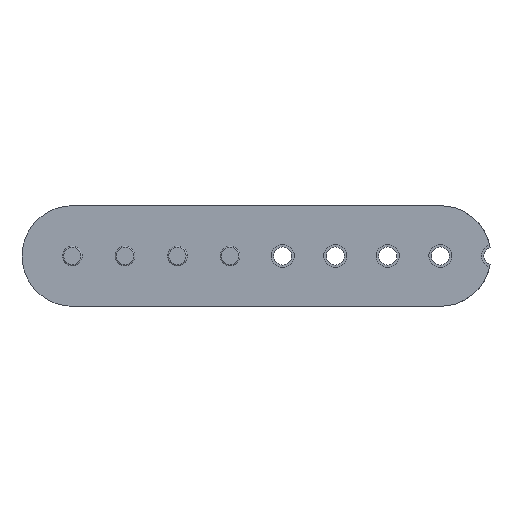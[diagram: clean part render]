
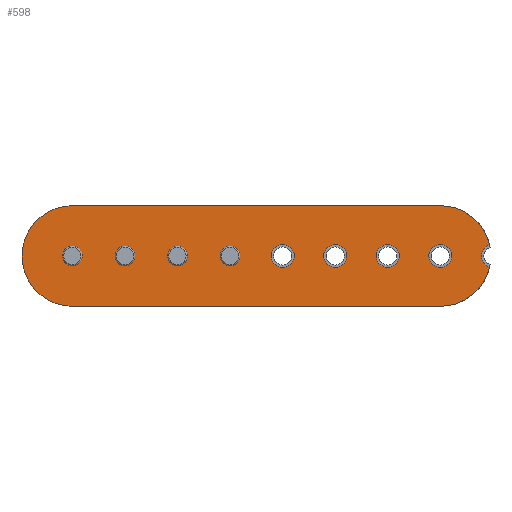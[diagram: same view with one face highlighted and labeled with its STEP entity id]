
A CAD part, top view. The second image highlights one B-rep face of the part: STEP entity #598.
In plain terms, the highlighted planar face has unit normal (0, 0, 1).
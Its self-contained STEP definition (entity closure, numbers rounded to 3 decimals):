
#23=FACE_BOUND('',#205,.T.);
#24=FACE_BOUND('',#206,.T.);
#25=FACE_BOUND('',#207,.T.);
#26=FACE_BOUND('',#208,.T.);
#27=FACE_BOUND('',#209,.T.);
#28=FACE_BOUND('',#210,.T.);
#29=FACE_BOUND('',#211,.T.);
#30=FACE_BOUND('',#212,.T.);
#60=PLANE('',#702);
#85=LINE('',#1075,#113);
#88=LINE('',#1082,#116);
#113=VECTOR('',#901,10.);
#116=VECTOR('',#910,10.);
#158=FACE_OUTER_BOUND('',#204,.T.);
#204=EDGE_LOOP('',(#543,#544,#545,#546,#547,#548));
#205=EDGE_LOOP('',(#549));
#206=EDGE_LOOP('',(#550));
#207=EDGE_LOOP('',(#551));
#208=EDGE_LOOP('',(#552));
#209=EDGE_LOOP('',(#553));
#210=EDGE_LOOP('',(#554));
#211=EDGE_LOOP('',(#555));
#212=EDGE_LOOP('',(#556));
#233=CIRCLE('',#646,1.425);
#234=CIRCLE('',#648,1.425);
#235=CIRCLE('',#650,1.425);
#236=CIRCLE('',#652,1.425);
#239=CIRCLE('',#657,1.89);
#243=CIRCLE('',#664,1.89);
#247=CIRCLE('',#671,1.89);
#251=CIRCLE('',#678,1.89);
#258=CIRCLE('',#689,1.89);
#259=CIRCLE('',#691,8.25);
#262=CIRCLE('',#695,8.25);
#264=CIRCLE('',#700,8.25);
#281=VERTEX_POINT('',#967);
#282=VERTEX_POINT('',#971);
#283=VERTEX_POINT('',#975);
#284=VERTEX_POINT('',#979);
#287=VERTEX_POINT('',#988);
#291=VERTEX_POINT('',#1001);
#295=VERTEX_POINT('',#1014);
#299=VERTEX_POINT('',#1027);
#307=VERTEX_POINT('',#1050);
#308=VERTEX_POINT('',#1052);
#309=VERTEX_POINT('',#1056);
#312=VERTEX_POINT('',#1064);
#315=VERTEX_POINT('',#1074);
#316=VERTEX_POINT('',#1078);
#342=EDGE_CURVE('',#281,#281,#233,.T.);
#344=EDGE_CURVE('',#282,#282,#234,.T.);
#346=EDGE_CURVE('',#283,#283,#235,.T.);
#348=EDGE_CURVE('',#284,#284,#236,.T.);
#351=EDGE_CURVE('',#287,#287,#239,.T.);
#357=EDGE_CURVE('',#291,#291,#243,.T.);
#363=EDGE_CURVE('',#295,#295,#247,.T.);
#369=EDGE_CURVE('',#299,#299,#251,.T.);
#381=EDGE_CURVE('',#308,#307,#258,.T.);
#383=EDGE_CURVE('',#309,#308,#259,.T.);
#388=EDGE_CURVE('',#307,#312,#262,.T.);
#392=EDGE_CURVE('',#312,#315,#85,.T.);
#394=EDGE_CURVE('',#315,#316,#264,.T.);
#396=EDGE_CURVE('',#316,#309,#88,.T.);
#543=ORIENTED_EDGE('',*,*,#381,.T.);
#544=ORIENTED_EDGE('',*,*,#388,.T.);
#545=ORIENTED_EDGE('',*,*,#392,.T.);
#546=ORIENTED_EDGE('',*,*,#394,.T.);
#547=ORIENTED_EDGE('',*,*,#396,.T.);
#548=ORIENTED_EDGE('',*,*,#383,.T.);
#549=ORIENTED_EDGE('',*,*,#342,.T.);
#550=ORIENTED_EDGE('',*,*,#344,.T.);
#551=ORIENTED_EDGE('',*,*,#346,.T.);
#552=ORIENTED_EDGE('',*,*,#348,.T.);
#553=ORIENTED_EDGE('',*,*,#351,.T.);
#554=ORIENTED_EDGE('',*,*,#357,.T.);
#555=ORIENTED_EDGE('',*,*,#363,.T.);
#556=ORIENTED_EDGE('',*,*,#369,.T.);
#598=ADVANCED_FACE('',(#158,#23,#24,#25,#26,#27,#28,#29,#30),#60,.T.);
#646=AXIS2_PLACEMENT_3D('',#969,#776,#777);
#648=AXIS2_PLACEMENT_3D('',#973,#781,#782);
#650=AXIS2_PLACEMENT_3D('',#977,#786,#787);
#652=AXIS2_PLACEMENT_3D('',#981,#791,#792);
#657=AXIS2_PLACEMENT_3D('',#989,#801,#802);
#664=AXIS2_PLACEMENT_3D('',#1002,#817,#818);
#671=AXIS2_PLACEMENT_3D('',#1015,#833,#834);
#678=AXIS2_PLACEMENT_3D('',#1028,#849,#850);
#689=AXIS2_PLACEMENT_3D('',#1053,#876,#877);
#691=AXIS2_PLACEMENT_3D('',#1057,#881,#882);
#695=AXIS2_PLACEMENT_3D('',#1066,#891,#892);
#700=AXIS2_PLACEMENT_3D('',#1079,#905,#906);
#702=AXIS2_PLACEMENT_3D('',#1083,#911,#912);
#776=DIRECTION('center_axis',(0.,0.,-1.));
#777=DIRECTION('ref_axis',(1.,0.,0.));
#781=DIRECTION('center_axis',(0.,0.,-1.));
#782=DIRECTION('ref_axis',(1.,0.,0.));
#786=DIRECTION('center_axis',(0.,0.,-1.));
#787=DIRECTION('ref_axis',(1.,0.,0.));
#791=DIRECTION('center_axis',(0.,0.,-1.));
#792=DIRECTION('ref_axis',(1.,0.,0.));
#801=DIRECTION('center_axis',(0.,0.,-1.));
#802=DIRECTION('ref_axis',(1.,0.,0.));
#817=DIRECTION('center_axis',(0.,0.,-1.));
#818=DIRECTION('ref_axis',(1.,0.,0.));
#833=DIRECTION('center_axis',(0.,0.,-1.));
#834=DIRECTION('ref_axis',(1.,0.,0.));
#849=DIRECTION('center_axis',(0.,0.,-1.));
#850=DIRECTION('ref_axis',(1.,0.,0.));
#876=DIRECTION('center_axis',(0.,0.,-1.));
#877=DIRECTION('ref_axis',(1.,0.,0.));
#881=DIRECTION('center_axis',(0.,0.,1.));
#882=DIRECTION('ref_axis',(1.,0.,0.));
#891=DIRECTION('center_axis',(0.,0.,1.));
#892=DIRECTION('ref_axis',(1.,0.,0.));
#901=DIRECTION('',(-1.,0.,0.));
#905=DIRECTION('center_axis',(0.,0.,1.));
#906=DIRECTION('ref_axis',(1.,0.,0.));
#910=DIRECTION('',(1.,0.,0.));
#911=DIRECTION('center_axis',(0.,0.,1.));
#912=DIRECTION('ref_axis',(1.,0.,0.));
#967=CARTESIAN_POINT('',(-5.735,0.,0.));
#969=CARTESIAN_POINT('Origin',(-4.31,0.,0.));
#971=CARTESIAN_POINT('',(-31.595,0.,0.));
#973=CARTESIAN_POINT('Origin',(-30.17,0.,0.));
#975=CARTESIAN_POINT('',(-14.355,0.,0.));
#977=CARTESIAN_POINT('Origin',(-12.93,0.,0.));
#979=CARTESIAN_POINT('',(-22.975,0.,0.));
#981=CARTESIAN_POINT('Origin',(-21.55,0.,0.));
#988=CARTESIAN_POINT('',(2.42,0.,0.));
#989=CARTESIAN_POINT('Origin',(4.31,0.,0.));
#1001=CARTESIAN_POINT('',(19.66,0.,0.));
#1002=CARTESIAN_POINT('Origin',(21.55,0.,0.));
#1014=CARTESIAN_POINT('',(28.28,0.,0.));
#1015=CARTESIAN_POINT('Origin',(30.17,0.,0.));
#1027=CARTESIAN_POINT('',(11.04,0.,0.));
#1028=CARTESIAN_POINT('Origin',(12.93,0.,0.));
#1050=CARTESIAN_POINT('',(38.221,1.802,0.));
#1052=CARTESIAN_POINT('',(38.221,-1.802,0.));
#1053=CARTESIAN_POINT('Origin',(38.79,0.,0.));
#1056=CARTESIAN_POINT('',(30.17,-8.25,0.));
#1057=CARTESIAN_POINT('Origin',(30.17,0.,0.));
#1064=CARTESIAN_POINT('',(30.17,8.25,0.));
#1066=CARTESIAN_POINT('Origin',(30.17,0.,0.));
#1074=CARTESIAN_POINT('',(-30.17,8.25,0.));
#1075=CARTESIAN_POINT('',(30.17,8.25,0.));
#1078=CARTESIAN_POINT('',(-30.17,-8.25,0.));
#1079=CARTESIAN_POINT('Origin',(-30.17,0.,0.));
#1082=CARTESIAN_POINT('',(-30.17,-8.25,0.));
#1083=CARTESIAN_POINT('Origin',(0.,0.,0.));
